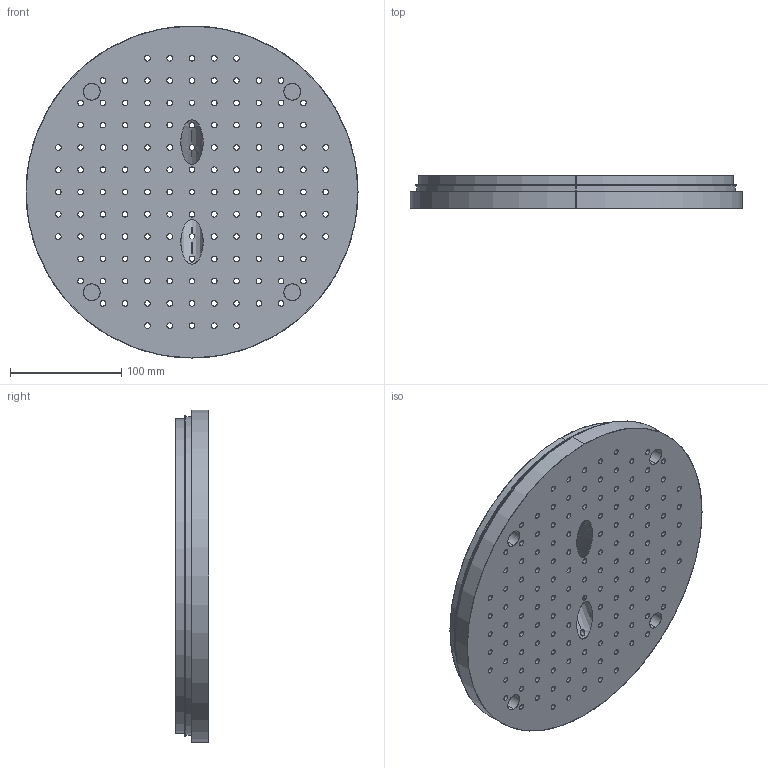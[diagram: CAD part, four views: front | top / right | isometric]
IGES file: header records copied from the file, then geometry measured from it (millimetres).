
Start section: SolidWorks IGES file using analytic representation for surfaces
Global section: file name: Porte Filtre PTFE.IGS; native system: SolidWorks 2016; preprocessor: SolidWorks 2016; author: Pierre; date: 190619.181328; units: millimetre
Bounding box: 298 x 30 x 298 mm (x, y, z)
Surface area: 233583.4 mm2 (no closed solid volume)
Topology: 0 solids, 0 shells, 309 faces, 6960 edges, 6960 vertices
Faces by surface type: revolution 298, bspline 11
